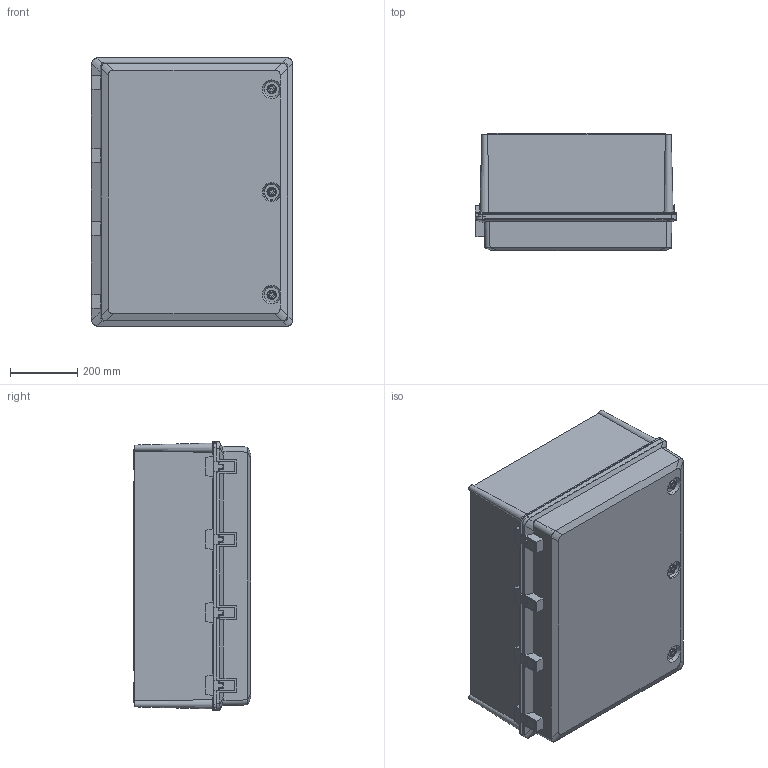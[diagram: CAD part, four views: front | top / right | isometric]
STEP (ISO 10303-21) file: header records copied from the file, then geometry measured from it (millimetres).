
FILE_DESCRIPTION (( 'STEP AP214' ), '1' );
FILE_NAME ('MKP21-N-060-080-35-65.STEP', '2025-02-10T14:09:20', ( '' ), ( '' ), 'SwSTEP 2.0', 'SolidWorks 2022', '' );
FILE_SCHEMA (( 'AUTOMOTIVE_DESIGN' ));
Length unit declared in the file: millimetre
Products named in the file (1): MKP21-N-060-080-35-65
Bounding box: 600.01 x 350.15 x 800.01 mm (x, y, z)
Volume: 8346549 mm3; surface area: 3864891.3 mm2
Topology: 20 solids, 20 shells, 679 faces, 1807 edges, 1206 vertices
Faces by surface type: plane 481, cylinder 118, cone 80
Entity records: 21453 total; most frequent: CARTESIAN_POINT 4484, ORIENTED_EDGE 3614, DIRECTION 3275, EDGE_CURVE 1807, VECTOR 1349, LINE 1349, VERTEX_POINT 1206, AXIS2_PLACEMENT_3D 963
